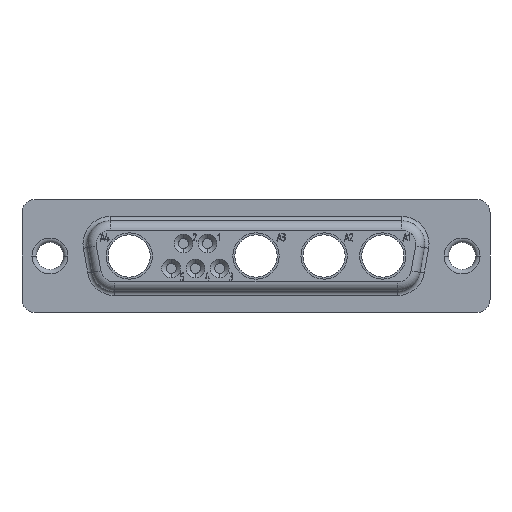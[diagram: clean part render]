
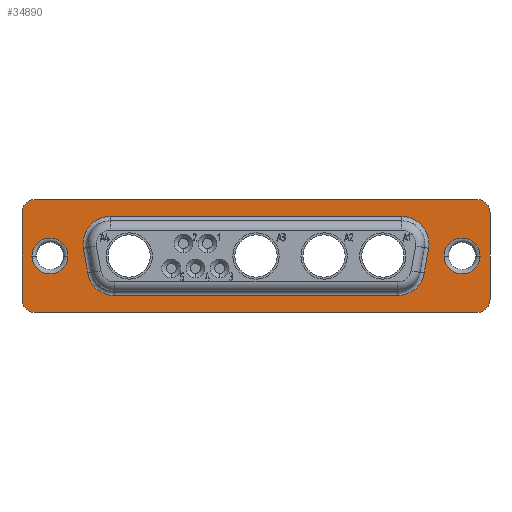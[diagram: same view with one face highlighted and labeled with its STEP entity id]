
A CAD part, front view. The second image highlights one B-rep face of the part: STEP entity #34890.
In plain terms, the highlighted face is planar.
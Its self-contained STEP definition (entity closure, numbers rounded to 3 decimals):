
#4700=CARTESIAN_POINT('',(-210.971,164.277,0.66));
#4710=DIRECTION('',(0.,0.,1.));
#4720=DIRECTION('',(0.,1.,0.));
#4730=AXIS2_PLACEMENT_3D('',#4700,#4710,#4720);
#4740=CIRCLE('',#4730,1.5);
#4750=CARTESIAN_POINT('',(-210.971,162.777,0.66));
#4760=VERTEX_POINT('',#4750);
#4770=CARTESIAN_POINT('',(-209.471,164.277,0.66));
#4780=VERTEX_POINT('',#4770);
#4790=EDGE_CURVE('',#4760,#4780,#4740,.T.);
#6200=CARTESIAN_POINT('',(-215.936,168.017,0.66));
#6210=VERTEX_POINT('',#6200);
#6420=CARTESIAN_POINT('',(-215.936,163.917,0.66));
#6430=VERTEX_POINT('',#6420);
#6460=CARTESIAN_POINT('',(-215.936,165.967,0.66));
#6470=DIRECTION('',(0.,0.,1.));
#6480=DIRECTION('',(0.,1.,0.));
#6490=AXIS2_PLACEMENT_3D('',#6460,#6470,#6480);
#6500=CIRCLE('',#6490,2.05);
#6510=CARTESIAN_POINT('',(-217.986,165.967,0.66));
#6520=VERTEX_POINT('',#6510);
#6530=EDGE_CURVE('',#6520,#6430,#6500,.T.);
#6550=EDGE_CURVE('',#6210,#6520,#6500,.T.);
#12200=CARTESIAN_POINT('',(-210.971,216.197,0.66));
#12210=VERTEX_POINT('',#12200);
#12240=CARTESIAN_POINT('',(-194.125,216.197,
0.66));
#12250=DIRECTION('',(-1.,0.,0.));
#12260=VECTOR('',#12250,1.);
#12270=LINE('',#12240,#12260);
#12280=CARTESIAN_POINT('',(-220.901,216.197,0.66));
#12290=VERTEX_POINT('',#12280);
#12300=EDGE_CURVE('',#12210,#12290,#12270,.T.);
#31080=CARTESIAN_POINT('',(-209.471,214.697,0.66));
#31090=VERTEX_POINT('',#31080);
#31120=CARTESIAN_POINT('',(-210.971,214.697,0.66));
#31130=DIRECTION('',(0.,0.,-1.));
#31140=DIRECTION('',(-1.,0.,0.));
#31150=AXIS2_PLACEMENT_3D('',#31120,#31130,#31140);
#31160=CIRCLE('',#31150,1.5);
#31170=EDGE_CURVE('',#12210,#31090,#31160,.T.);
#33460=CARTESIAN_POINT('',(-213.317,219.428,
0.66));
#33470=DIRECTION('',(0.,0.,-1.));
#33480=DIRECTION('',(1.,0.,0.));
#33490=AXIS2_PLACEMENT_3D('',#33460,#33470,#33480);
#33500=PLANE('',#33490);
#33510=CARTESIAN_POINT('',(-215.936,213.007,0.66));
#33520=DIRECTION('',(0.,0.,1.));
#33530=DIRECTION('',(0.,1.,0.));
#33540=AXIS2_PLACEMENT_3D('',#33510,#33520,#33530);
#33550=CIRCLE('',#33540,2.05);
#33560=CARTESIAN_POINT('',(-217.986,213.007,0.66));
#33570=VERTEX_POINT('',#33560);
#33580=CARTESIAN_POINT('',(-215.936,210.957,0.66));
#33590=VERTEX_POINT('',#33580);
#33600=EDGE_CURVE('',#33570,#33590,#33550,.T.);
#33610=ORIENTED_EDGE('',*,*,#33600,.F.);
#33620=CARTESIAN_POINT('',(-215.936,215.057,0.66));
#33630=VERTEX_POINT('',#33620);
#33640=EDGE_CURVE('',#33590,#33630,#33550,.T.);
#33650=ORIENTED_EDGE('',*,*,#33640,.F.);
#33660=EDGE_CURVE('',#33630,#33570,#33550,.T.);
#33670=ORIENTED_EDGE('',*,*,#33660,.F.);
#33680=EDGE_LOOP('',(#33670,#33650,#33610));
#33690=FACE_BOUND('',#33680,.T.);
#33700=CARTESIAN_POINT('',(-217.346,173.335,
0.66));
#33710=DIRECTION('',(0.,0.,-1.));
#33720=DIRECTION('',(-1.,0.,0.));
#33730=AXIS2_PLACEMENT_3D('',#33700,#33710,#33720);
#33740=CIRCLE('',#33730,3.1);
#33750=CARTESIAN_POINT('',(-217.884,170.282,
0.66));
#33760=VERTEX_POINT('',#33750);
#33770=CARTESIAN_POINT('',(-220.446,173.335,
0.66));
#33780=VERTEX_POINT('',#33770);
#33790=EDGE_CURVE('',#33760,#33780,#33740,.T.);
#33800=ORIENTED_EDGE('',*,*,#33790,.T.);
#33810=CARTESIAN_POINT('',(-194.125,166.092,
0.66));
#33820=DIRECTION('',(0.985,-0.174,
0.));
#33830=VECTOR('',#33820,1.);
#33840=LINE('',#33810,#33830);
#33850=CARTESIAN_POINT('',(-215.064,169.784,
0.66));
#33860=VERTEX_POINT('',#33850);
#33870=EDGE_CURVE('',#33760,#33860,#33840,.T.);
#33880=ORIENTED_EDGE('',*,*,#33870,.F.);
#33890=CARTESIAN_POINT('',(-214.526,172.837,0.66));
#33900=DIRECTION('',(0.,0.,1.));
#33910=DIRECTION('',(1.,0.,0.));
#33920=AXIS2_PLACEMENT_3D('',#33890,#33900,#33910);
#33930=CIRCLE('',#33920,3.1);
#33940=CARTESIAN_POINT('',(-211.426,172.837,0.66));
#33950=VERTEX_POINT('',#33940);
#33960=EDGE_CURVE('',#33860,#33950,#33930,.T.);
#33970=ORIENTED_EDGE('',*,*,#33960,.F.);
#33980=CARTESIAN_POINT('',(-211.426,175.246,
0.66));
#33990=DIRECTION('',(0.,1.,0.));
#34000=VECTOR('',#33990,1.);
#34010=LINE('',#33980,#34000);
#34020=CARTESIAN_POINT('',(-211.426,206.137,0.66));
#34030=VERTEX_POINT('',#34020);
#34040=EDGE_CURVE('',#33950,#34030,#34010,.T.);
#34050=ORIENTED_EDGE('',*,*,#34040,.F.);
#34060=CARTESIAN_POINT('',(-214.526,206.137,0.66));
#34070=DIRECTION('',(0.,0.,1.));
#34080=DIRECTION('',(1.,0.,0.));
#34090=AXIS2_PLACEMENT_3D('',#34060,#34070,#34080);
#34100=CIRCLE('',#34090,3.1);
#34110=CARTESIAN_POINT('',(-215.064,209.19,
0.66));
#34120=VERTEX_POINT('',#34110);
#34130=EDGE_CURVE('',#34030,#34120,#34100,.T.);
#34140=ORIENTED_EDGE('',*,*,#34130,.F.);
#34150=CARTESIAN_POINT('',(-194.125,212.882,
0.66));
#34160=DIRECTION('',(-0.985,-0.174,
0.));
#34170=VECTOR('',#34160,1.);
#34180=LINE('',#34150,#34170);
#34190=CARTESIAN_POINT('',(-217.884,208.693,
0.66));
#34200=VERTEX_POINT('',#34190);
#34210=EDGE_CURVE('',#34120,#34200,#34180,.T.);
#34220=ORIENTED_EDGE('',*,*,#34210,.F.);
#34230=CARTESIAN_POINT('',(-217.346,205.64,
0.66));
#34240=DIRECTION('',(0.,0.,-1.));
#34250=DIRECTION('',(-1.,0.,0.));
#34260=AXIS2_PLACEMENT_3D('',#34230,#34240,#34250);
#34270=CIRCLE('',#34260,3.1);
#34280=CARTESIAN_POINT('',(-220.446,205.64,
0.66));
#34290=VERTEX_POINT('',#34280);
#34300=EDGE_CURVE('',#34290,#34200,#34270,.T.);
#34310=ORIENTED_EDGE('',*,*,#34300,.T.);
#34320=CARTESIAN_POINT('',(-220.446,175.246,
0.66));
#34330=DIRECTION('',(0.,-1.,0.));
#34340=VECTOR('',#34330,1.);
#34350=LINE('',#34320,#34340);
#34360=EDGE_CURVE('',#34290,#33780,#34350,.T.);
#34370=ORIENTED_EDGE('',*,*,#34360,.F.);
#34380=EDGE_LOOP('',(#34370,#34310,#34220,#34140,#34050,#33970,#33880,
#33800));
#34390=FACE_BOUND('',#34380,.T.);
#34400=ORIENTED_EDGE('',*,*,#6530,.F.);
#34410=EDGE_CURVE('',#6430,#6210,#6500,.T.);
#34420=ORIENTED_EDGE('',*,*,#34410,.F.);
#34430=ORIENTED_EDGE('',*,*,#6550,.F.);
#34440=EDGE_LOOP('',(#34430,#34420,#34400));
#34450=FACE_BOUND('',#34440,.T.);
#34460=ORIENTED_EDGE('',*,*,#4790,.T.);
#34470=CARTESIAN_POINT('',(-194.125,162.777,
0.66));
#34480=DIRECTION('',(1.,0.,0.));
#34490=VECTOR('',#34480,1.);
#34500=LINE('',#34470,#34490);
#34510=CARTESIAN_POINT('',(-220.901,162.777,0.66));
#34520=VERTEX_POINT('',#34510);
#34530=EDGE_CURVE('',#34520,#4760,#34500,.T.);
#34540=ORIENTED_EDGE('',*,*,#34530,.T.);
#34550=CARTESIAN_POINT('',(-220.901,164.277,0.66));
#34560=DIRECTION('',(0.,0.,-1.));
#34570=DIRECTION('',(0.,-1.,0.));
#34580=AXIS2_PLACEMENT_3D('',#34550,#34560,#34570);
#34590=CIRCLE('',#34580,1.5);
#34600=CARTESIAN_POINT('',(-222.401,164.277,0.66));
#34610=VERTEX_POINT('',#34600);
#34620=EDGE_CURVE('',#34520,#34610,#34590,.T.);
#34630=ORIENTED_EDGE('',*,*,#34620,.F.);
#34640=CARTESIAN_POINT('',(-222.401,153.166,
0.66));
#34650=DIRECTION('',(0.,1.,0.));
#34660=VECTOR('',#34650,1.);
#34670=LINE('',#34640,#34660);
#34680=CARTESIAN_POINT('',(-222.401,214.697,0.66));
#34690=VERTEX_POINT('',#34680);
#34700=EDGE_CURVE('',#34610,#34690,#34670,.T.);
#34710=ORIENTED_EDGE('',*,*,#34700,.F.);
#34720=CARTESIAN_POINT('',(-220.901,214.697,0.66));
#34730=DIRECTION('',(0.,0.,1.));
#34740=DIRECTION('',(1.,0.,0.));
#34750=AXIS2_PLACEMENT_3D('',#34720,#34730,#34740);
#34760=CIRCLE('',#34750,1.5);
#34770=EDGE_CURVE('',#12290,#34690,#34760,.T.);
#34780=ORIENTED_EDGE('',*,*,#34770,.T.);
#34790=ORIENTED_EDGE('',*,*,#12300,.T.);
#34800=ORIENTED_EDGE('',*,*,#31170,.F.);
#34810=CARTESIAN_POINT('',(-209.471,153.166,
0.66));
#34820=DIRECTION('',(0.,-1.,0.));
#34830=VECTOR('',#34820,1.);
#34840=LINE('',#34810,#34830);
#34850=EDGE_CURVE('',#31090,#4780,#34840,.T.);
#34860=ORIENTED_EDGE('',*,*,#34850,.F.);
#34870=EDGE_LOOP('',(#34860,#34800,#34790,#34780,#34710,#34630,#34540,
#34460));
#34880=FACE_OUTER_BOUND('',#34870,.T.);
#34890=ADVANCED_FACE('',(#33690,#34390,#34450,#34880),#33500,.F.);
